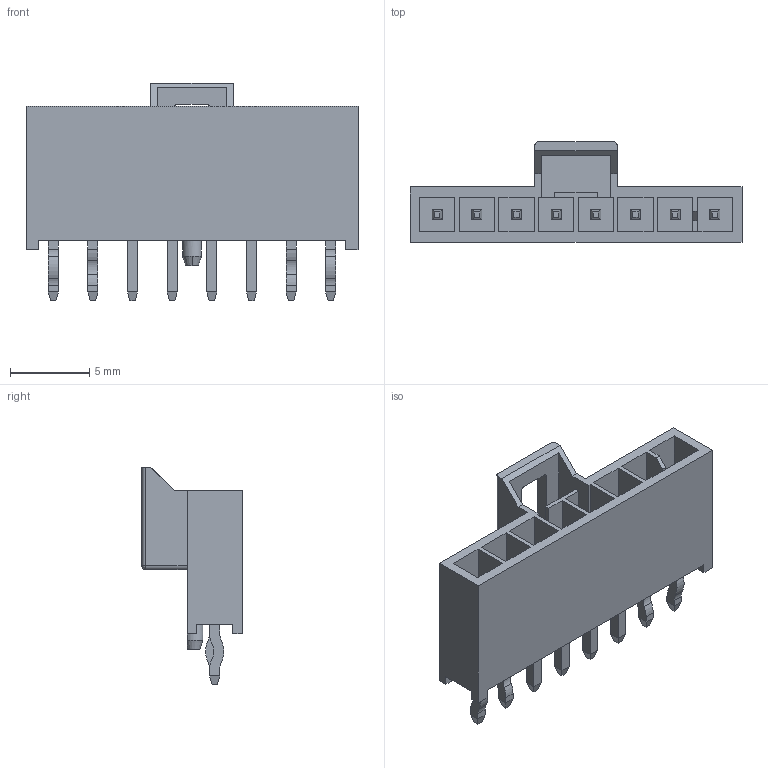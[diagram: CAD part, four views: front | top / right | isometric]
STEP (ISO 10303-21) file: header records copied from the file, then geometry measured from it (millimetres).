
FILE_DESCRIPTION((''),'2;1');
FILE_NAME('1053091108','2020-11-23T',('gga'),(''),'PRO/ENGINEER BY PARAMETRIC TECHNOLOGY CORPORATION, 2016010','PRO/ENGINEER BY PARAMETRIC TECHNOLOGY CORPORATION, 2016010','');
FILE_SCHEMA(('CONFIG_CONTROL_DESIGN'));
Length unit declared in the file: millimetre
Products named in the file (1): 1053091108
Bounding box: 20.94 x 6.34 x 13.71 mm (x, y, z)
Volume: 431.5 mm3; surface area: 1263.8 mm2
Topology: 1 solids, 1 shells, 267 faces, 683 edges, 437 vertices
Faces by surface type: plane 230, cylinder 33, sphere 2, cone 2
Entity records: 7945 total; most frequent: CARTESIAN_POINT 1389, ORIENTED_EDGE 1330, DIRECTION 1304, EDGE_CURVE 665, VECTOR 594, LINE 594, VERTEX_POINT 419, AXIS2_PLACEMENT_3D 355
